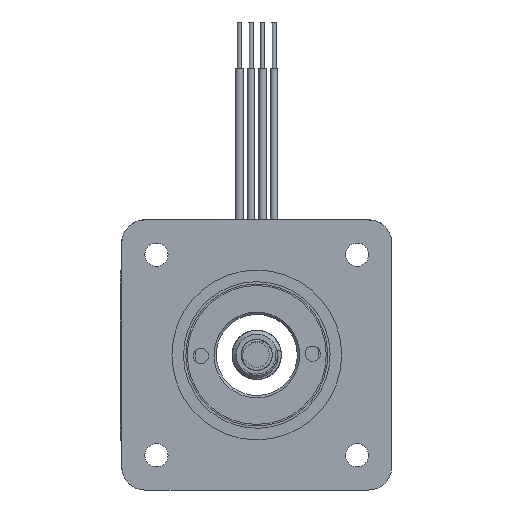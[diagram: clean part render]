
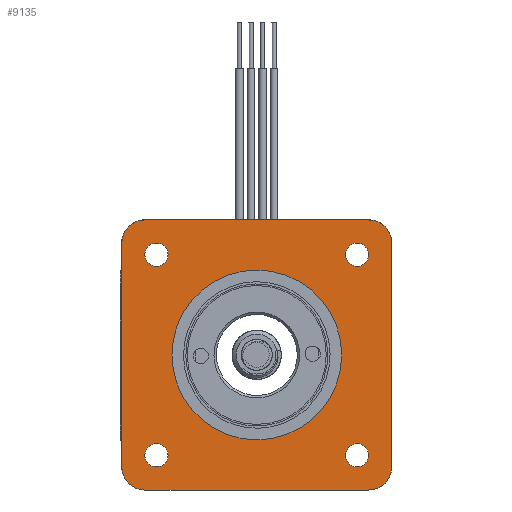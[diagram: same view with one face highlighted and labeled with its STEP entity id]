
A CAD part, front view. The second image highlights one B-rep face of the part: STEP entity #9135.
In plain terms, the highlighted face is planar.
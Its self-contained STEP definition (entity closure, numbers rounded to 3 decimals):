
#1026=LINE('',#15078,#1899);
#1027=LINE('',#15082,#1900);
#1028=LINE('',#15086,#1901);
#1029=LINE('',#15089,#1902);
#1899=VECTOR('',#12349,29.);
#1900=VECTOR('',#12352,29.);
#1901=VECTOR('',#12355,29.);
#1902=VECTOR('',#12358,29.);
#2085=FACE_BOUND('',#3062,.T.);
#2086=FACE_BOUND('',#3063,.T.);
#2087=FACE_BOUND('',#3064,.T.);
#2088=FACE_BOUND('',#3065,.T.);
#2089=FACE_BOUND('',#3066,.T.);
#2522=FACE_OUTER_BOUND('',#3061,.T.);
#3061=EDGE_LOOP('',(#7959,#7960,#7961,#7962,#7963,#7964,#7965,#7966));
#3062=EDGE_LOOP('',(#7967));
#3063=EDGE_LOOP('',(#7968));
#3064=EDGE_LOOP('',(#7969));
#3065=EDGE_LOOP('',(#7970));
#3066=EDGE_LOOP('',(#7971));
#3574=CIRCLE('',#9972,11.);
#3577=CIRCLE('',#9977,3.);
#3578=CIRCLE('',#9978,3.);
#3579=CIRCLE('',#9979,3.);
#3580=CIRCLE('',#9980,3.);
#3581=CIRCLE('',#9981,1.5);
#3582=CIRCLE('',#9982,1.5);
#3583=CIRCLE('',#9983,1.5);
#3584=CIRCLE('',#9984,1.5);
#4374=VERTEX_POINT('',#15066);
#4377=VERTEX_POINT('',#15074);
#4378=VERTEX_POINT('',#15075);
#4379=VERTEX_POINT('',#15077);
#4380=VERTEX_POINT('',#15079);
#4381=VERTEX_POINT('',#15081);
#4382=VERTEX_POINT('',#15083);
#4383=VERTEX_POINT('',#15085);
#4384=VERTEX_POINT('',#15087);
#4385=VERTEX_POINT('',#15090);
#4386=VERTEX_POINT('',#15092);
#4387=VERTEX_POINT('',#15094);
#4388=VERTEX_POINT('',#15096);
#5610=EDGE_CURVE('',#4374,#4374,#3574,.T.);
#5613=EDGE_CURVE('',#4377,#4378,#3577,.T.);
#5614=EDGE_CURVE('',#4379,#4377,#1026,.T.);
#5615=EDGE_CURVE('',#4380,#4379,#3578,.T.);
#5616=EDGE_CURVE('',#4381,#4380,#1027,.T.);
#5617=EDGE_CURVE('',#4382,#4381,#3579,.T.);
#5618=EDGE_CURVE('',#4383,#4382,#1028,.T.);
#5619=EDGE_CURVE('',#4384,#4383,#3580,.T.);
#5620=EDGE_CURVE('',#4378,#4384,#1029,.T.);
#5621=EDGE_CURVE('',#4385,#4385,#3581,.T.);
#5622=EDGE_CURVE('',#4386,#4386,#3582,.T.);
#5623=EDGE_CURVE('',#4387,#4387,#3583,.T.);
#5624=EDGE_CURVE('',#4388,#4388,#3584,.T.);
#7959=ORIENTED_EDGE('',*,*,#5613,.F.);
#7960=ORIENTED_EDGE('',*,*,#5614,.F.);
#7961=ORIENTED_EDGE('',*,*,#5615,.F.);
#7962=ORIENTED_EDGE('',*,*,#5616,.F.);
#7963=ORIENTED_EDGE('',*,*,#5617,.F.);
#7964=ORIENTED_EDGE('',*,*,#5618,.F.);
#7965=ORIENTED_EDGE('',*,*,#5619,.F.);
#7966=ORIENTED_EDGE('',*,*,#5620,.F.);
#7967=ORIENTED_EDGE('',*,*,#5610,.T.);
#7968=ORIENTED_EDGE('',*,*,#5621,.F.);
#7969=ORIENTED_EDGE('',*,*,#5622,.F.);
#7970=ORIENTED_EDGE('',*,*,#5623,.F.);
#7971=ORIENTED_EDGE('',*,*,#5624,.F.);
#8692=PLANE('',#9976);
#9135=ADVANCED_FACE('',(#2522,#2085,#2086,#2087,#2088,#2089),#8692,.F.);
#9972=AXIS2_PLACEMENT_3D('',#15067,#12337,#12338);
#9976=AXIS2_PLACEMENT_3D('',#15073,#12345,#12346);
#9977=AXIS2_PLACEMENT_3D('',#15076,#12347,#12348);
#9978=AXIS2_PLACEMENT_3D('',#15080,#12350,#12351);
#9979=AXIS2_PLACEMENT_3D('',#15084,#12353,#12354);
#9980=AXIS2_PLACEMENT_3D('',#15088,#12356,#12357);
#9981=AXIS2_PLACEMENT_3D('',#15091,#12359,#12360);
#9982=AXIS2_PLACEMENT_3D('',#15093,#12361,#12362);
#9983=AXIS2_PLACEMENT_3D('',#15095,#12363,#12364);
#9984=AXIS2_PLACEMENT_3D('',#15097,#12365,#12366);
#12337=DIRECTION('center_axis',(0.,0.,1.));
#12338=DIRECTION('ref_axis',(1.,0.,0.));
#12345=DIRECTION('center_axis',(0.,0.,1.));
#12346=DIRECTION('ref_axis',(1.,0.,0.));
#12347=DIRECTION('center_axis',(0.,0.,1.));
#12348=DIRECTION('ref_axis',(1.,0.,0.));
#12349=DIRECTION('',(1.,0.,0.));
#12350=DIRECTION('center_axis',(0.,0.,1.));
#12351=DIRECTION('ref_axis',(1.,0.,0.));
#12352=DIRECTION('',(0.,-1.,0.));
#12353=DIRECTION('center_axis',(0.,0.,1.));
#12354=DIRECTION('ref_axis',(1.,0.,0.));
#12355=DIRECTION('',(-1.,0.,0.));
#12356=DIRECTION('center_axis',(0.,0.,1.));
#12357=DIRECTION('ref_axis',(-1.,0.,0.));
#12358=DIRECTION('',(0.,1.,0.));
#12359=DIRECTION('center_axis',(0.,0.,
-1.));
#12360=DIRECTION('ref_axis',(0.,1.,0.));
#12361=DIRECTION('center_axis',(0.,0.,
-1.));
#12362=DIRECTION('ref_axis',(0.,1.,0.));
#12363=DIRECTION('center_axis',(0.,0.,
-1.));
#12364=DIRECTION('ref_axis',(0.,1.,0.));
#12365=DIRECTION('center_axis',(0.,0.,
-1.));
#12366=DIRECTION('ref_axis',(0.,1.,0.));
#15066=CARTESIAN_POINT('',(11.,0.,1.9));
#15067=CARTESIAN_POINT('Origin',(0.,0.,1.9));
#15073=CARTESIAN_POINT('Origin',(14.5,-14.5,1.9));
#15074=CARTESIAN_POINT('',(14.5,-17.5,1.9));
#15075=CARTESIAN_POINT('',(17.5,-14.5,1.9));
#15076=CARTESIAN_POINT('Origin',(14.5,-14.5,1.9));
#15077=CARTESIAN_POINT('',(-14.5,-17.5,1.9));
#15078=CARTESIAN_POINT('',(-14.5,-17.5,1.9));
#15079=CARTESIAN_POINT('',(-17.5,-14.5,1.9));
#15080=CARTESIAN_POINT('Origin',(-14.5,-14.5,1.9));
#15081=CARTESIAN_POINT('',(-17.5,14.5,1.9));
#15082=CARTESIAN_POINT('',(-17.5,14.5,1.9));
#15083=CARTESIAN_POINT('',(-14.5,17.5,1.9));
#15084=CARTESIAN_POINT('Origin',(-14.5,14.5,1.9));
#15085=CARTESIAN_POINT('',(14.5,17.5,1.9));
#15086=CARTESIAN_POINT('',(14.5,17.5,1.9));
#15087=CARTESIAN_POINT('',(17.5,14.5,1.9));
#15088=CARTESIAN_POINT('Origin',(14.5,14.5,1.9));
#15089=CARTESIAN_POINT('',(17.5,-14.5,1.9));
#15090=CARTESIAN_POINT('',(13.,-11.5,1.9));
#15091=CARTESIAN_POINT('Origin',(13.,-13.,1.9));
#15092=CARTESIAN_POINT('',(-13.,-11.5,1.9));
#15093=CARTESIAN_POINT('Origin',(-13.,-13.,1.9));
#15094=CARTESIAN_POINT('',(-13.,14.5,1.9));
#15095=CARTESIAN_POINT('Origin',(-13.,13.,1.9));
#15096=CARTESIAN_POINT('',(13.,14.5,1.9));
#15097=CARTESIAN_POINT('Origin',(13.,13.,1.9));
